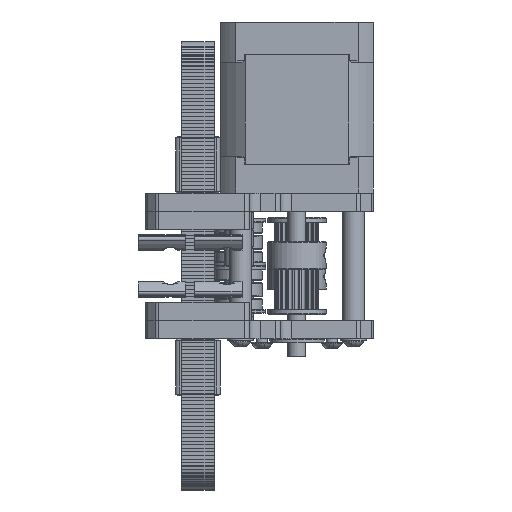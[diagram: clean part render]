
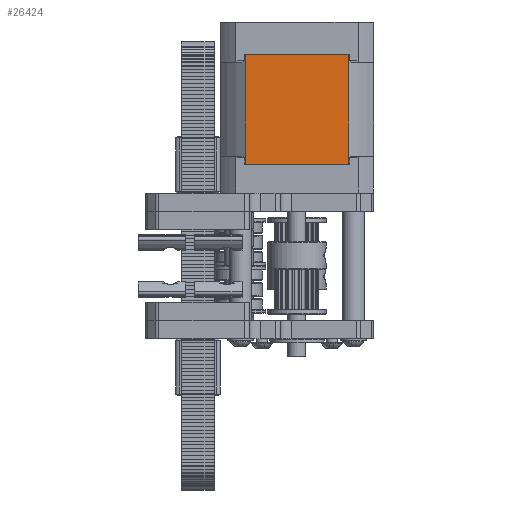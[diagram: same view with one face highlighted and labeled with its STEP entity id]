
A CAD part, left-side view. The second image highlights one B-rep face of the part: STEP entity #26424.
In plain terms, the highlighted face is planar.
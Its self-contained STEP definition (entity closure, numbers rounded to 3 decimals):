
#1132=PLANE('',#28641);
#2357=FACE_OUTER_BOUND('',#3829,.T.);
#3829=EDGE_LOOP('',(#19918,#19919,#19920,#19921,#19922,#19923,#19924,#19925,
#19926,#19927,#19928,#19929));
#5299=LINE('',#41444,#8230);
#5305=LINE('',#41474,#8236);
#5317=LINE('',#41512,#8248);
#5319=LINE('',#41517,#8250);
#5321=LINE('',#41523,#8252);
#5379=LINE('',#41729,#8310);
#5380=LINE('',#41734,#8311);
#5381=LINE('',#41738,#8312);
#5383=LINE('',#41746,#8314);
#5385=LINE('',#41750,#8316);
#5386=LINE('',#41752,#8317);
#5395=LINE('',#41783,#8326);
#8230=VECTOR('',#32147,5.724);
#8236=VECTOR('',#32171,30.2);
#8248=VECTOR('',#32211,0.1);
#8250=VECTOR('',#32215,5.724);
#8252=VECTOR('',#32221,0.1);
#8310=VECTOR('',#32419,30.2);
#8311=VECTOR('',#32426,17.012);
#8312=VECTOR('',#32431,0.1);
#8314=VECTOR('',#32437,0.1);
#8316=VECTOR('',#32443,5.724);
#8317=VECTOR('',#32446,5.724);
#8326=VECTOR('',#32481,17.012);
#12140=VERTEX_POINT('',#41441);
#12141=VERTEX_POINT('',#41443);
#12150=VERTEX_POINT('',#41473);
#12162=VERTEX_POINT('',#41510);
#12164=VERTEX_POINT('',#41516);
#12166=VERTEX_POINT('',#41522);
#12231=VERTEX_POINT('',#41726);
#12232=VERTEX_POINT('',#41728);
#12233=VERTEX_POINT('',#41732);
#12234=VERTEX_POINT('',#41736);
#12237=VERTEX_POINT('',#41743);
#12238=VERTEX_POINT('',#41745);
#14970=EDGE_CURVE('',#12140,#12141,#5299,.T.);
#14983=EDGE_CURVE('',#12141,#12150,#5305,.T.);
#15003=EDGE_CURVE('',#12140,#12162,#5317,.T.);
#15005=EDGE_CURVE('',#12150,#12164,#5319,.T.);
#15008=EDGE_CURVE('',#12166,#12164,#5321,.T.);
#15105=EDGE_CURVE('',#12232,#12231,#5379,.T.);
#15108=EDGE_CURVE('',#12162,#12233,#5380,.T.);
#15110=EDGE_CURVE('',#12233,#12234,#5381,.T.);
#15113=EDGE_CURVE('',#12238,#12237,#5383,.T.);
#15116=EDGE_CURVE('',#12231,#12238,#5385,.T.);
#15117=EDGE_CURVE('',#12234,#12232,#5386,.T.);
#15132=EDGE_CURVE('',#12237,#12166,#5395,.T.);
#19918=ORIENTED_EDGE('',*,*,#15108,.T.);
#19919=ORIENTED_EDGE('',*,*,#15110,.T.);
#19920=ORIENTED_EDGE('',*,*,#15117,.T.);
#19921=ORIENTED_EDGE('',*,*,#15105,.T.);
#19922=ORIENTED_EDGE('',*,*,#15116,.T.);
#19923=ORIENTED_EDGE('',*,*,#15113,.T.);
#19924=ORIENTED_EDGE('',*,*,#15132,.T.);
#19925=ORIENTED_EDGE('',*,*,#15008,.T.);
#19926=ORIENTED_EDGE('',*,*,#15005,.F.);
#19927=ORIENTED_EDGE('',*,*,#14983,.F.);
#19928=ORIENTED_EDGE('',*,*,#14970,.F.);
#19929=ORIENTED_EDGE('',*,*,#15003,.T.);
#26424=ADVANCED_FACE('',(#2357),#1132,.T.);
#28641=AXIS2_PLACEMENT_3D('',#41782,#32479,#32480);
#32147=DIRECTION('',(0.,1.,0.));
#32171=DIRECTION('',(0.,0.,-1.));
#32211=DIRECTION('',(0.,0.,1.));
#32215=DIRECTION('',(0.,-1.,0.));
#32221=DIRECTION('',(0.,0.,1.));
#32419=DIRECTION('',(0.,0.,-1.));
#32426=DIRECTION('',(0.,-1.,0.));
#32431=DIRECTION('',(0.,0.,-1.));
#32437=DIRECTION('',(0.,0.,-1.));
#32443=DIRECTION('',(0.,1.,0.));
#32446=DIRECTION('',(0.,-1.,0.));
#32479=DIRECTION('center_axis',(1.,0.,0.));
#32480=DIRECTION('ref_axis',(0.,0.,
-1.));
#32481=DIRECTION('',(0.,1.,0.));
#41441=CARTESIAN_POINT('',(21.1,8.506,10.66));
#41443=CARTESIAN_POINT('',(21.1,14.23,10.66));
#41444=CARTESIAN_POINT('',(21.1,8.506,10.66));
#41473=CARTESIAN_POINT('',(21.1,14.23,-19.54));
#41474=CARTESIAN_POINT('',(21.1,14.23,10.66));
#41510=CARTESIAN_POINT('',(21.1,8.506,10.76));
#41512=CARTESIAN_POINT('',(21.1,8.506,10.66));
#41516=CARTESIAN_POINT('',(21.1,8.506,-19.54));
#41517=CARTESIAN_POINT('',(21.1,14.23,-19.54));
#41522=CARTESIAN_POINT('',(21.1,8.506,-19.64));
#41523=CARTESIAN_POINT('',(21.1,8.506,-19.64));
#41726=CARTESIAN_POINT('',(21.1,-14.23,-19.54));
#41728=CARTESIAN_POINT('',(21.1,-14.23,10.66));
#41729=CARTESIAN_POINT('',(21.1,-14.23,10.66));
#41732=CARTESIAN_POINT('',(21.1,-8.506,10.76));
#41734=CARTESIAN_POINT('',(21.1,8.506,10.76));
#41736=CARTESIAN_POINT('',(21.1,-8.506,10.66));
#41738=CARTESIAN_POINT('',(21.1,-8.506,10.76));
#41743=CARTESIAN_POINT('',(21.1,-8.506,-19.64));
#41745=CARTESIAN_POINT('',(21.1,-8.506,-19.54));
#41746=CARTESIAN_POINT('',(21.1,-8.506,-19.54));
#41750=CARTESIAN_POINT('',(21.1,-14.23,-19.54));
#41752=CARTESIAN_POINT('',(21.1,-8.506,10.66));
#41782=CARTESIAN_POINT('Origin',(21.1,-14.231,10.761));
#41783=CARTESIAN_POINT('',(21.1,-8.506,-19.64));
